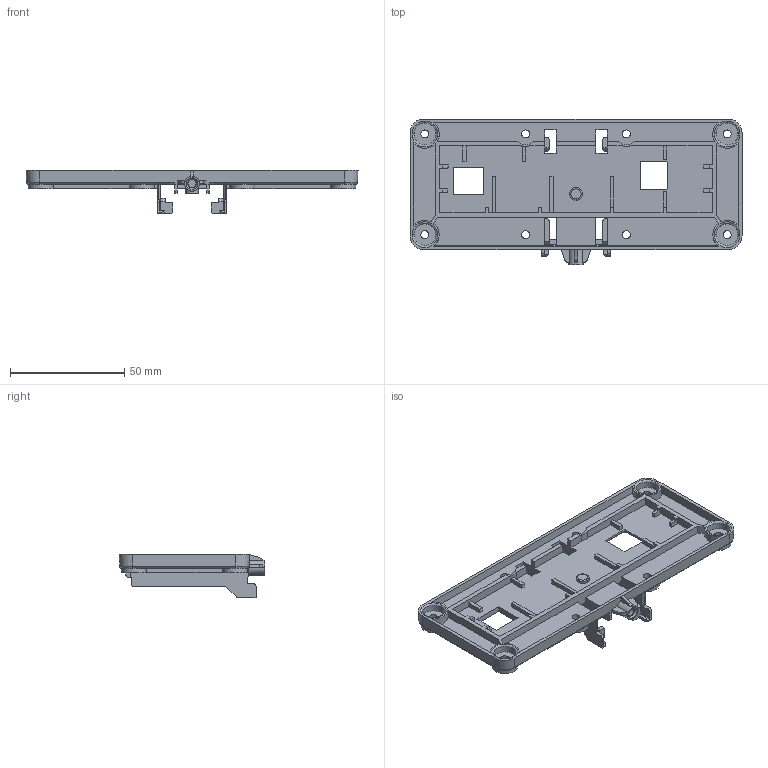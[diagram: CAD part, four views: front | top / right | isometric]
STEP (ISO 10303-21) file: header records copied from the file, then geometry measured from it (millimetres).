
FILE_DESCRIPTION(/* description */ (''),/* implementation_level */ '2;1');
FILE_NAME(/* name */ 'MYND Print parts HMI cover',/* time_stamp */ '2024-10-09T14:40:41+02:00',/* author */ (''),/* organization */ (''),/* preprocessor_version */ 'ST-DEVELOPER v19.2',/* originating_system */ 'Rhino 8.2',/* authorisation */ '');
FILE_SCHEMA (('CONFIG_CONTROL_DESIGN'));
Length unit declared in the file: millimetre
Products named in the file (1): Document
Bounding box: 145 x 63.67 x 18.9 mm (x, y, z)
Surface area: 27912 mm2 (no closed solid volume)
Topology: 0 solids, 1 shells, 413 faces, 1158 edges, 758 vertices
Faces by surface type: plane 269, bspline 72, cylinder 72
Entity records: 15395 total; most frequent: CARTESIAN_POINT 6467, ORIENTED_EDGE 2308, EDGE_CURVE 1158, DIRECTION 901, B_SPLINE_CURVE_WITH_KNOTS 880, VERTEX_POINT 758, AXIS2_PLACEMENT_3D 621, EDGE_LOOP 453
